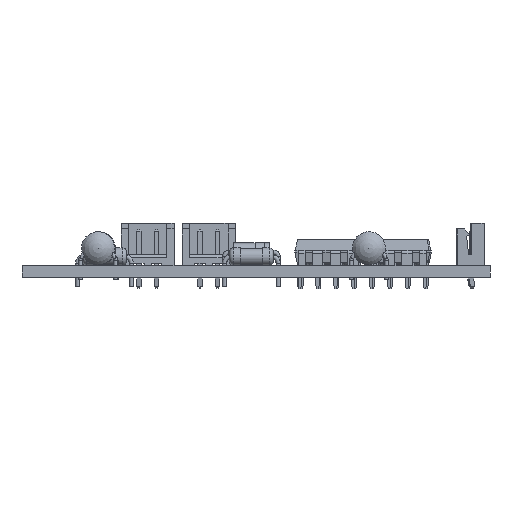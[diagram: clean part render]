
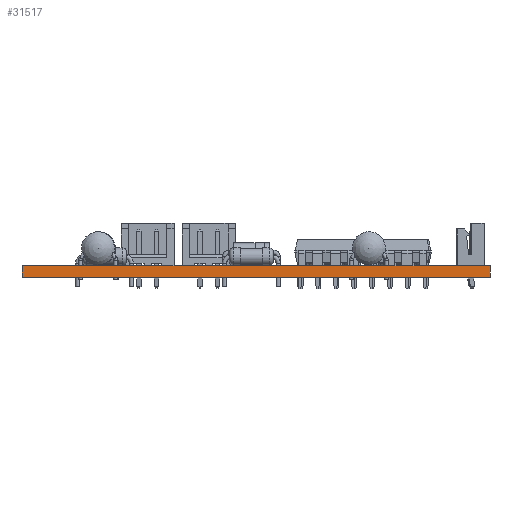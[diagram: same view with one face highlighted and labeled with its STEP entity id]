
A CAD part, front view. The second image highlights one B-rep face of the part: STEP entity #31517.
In plain terms, the highlighted planar face has unit normal (0, -1, 0).
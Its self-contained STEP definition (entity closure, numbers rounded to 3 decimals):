
#31517 = ADVANCED_FACE('',(#31518),#31532,.F.);
#31518 = FACE_BOUND('',#31519,.F.);
#31519 = EDGE_LOOP('',(#31520,#31555,#31583,#31611));
#31520 = ORIENTED_EDGE('',*,*,#31521,.T.);
#31521 = EDGE_CURVE('',#31522,#31524,#31526,.T.);
#31522 = VERTEX_POINT('',#31523);
#31523 = CARTESIAN_POINT('',(97.5,-129.75,0.));
#31524 = VERTEX_POINT('',#31525);
#31525 = CARTESIAN_POINT('',(97.5,-129.75,1.6));
#31526 = SURFACE_CURVE('',#31527,(#31531,#31543),.PCURVE_S1.);
#31527 = LINE('',#31528,#31529);
#31528 = CARTESIAN_POINT('',(97.5,-129.75,0.));
#31529 = VECTOR('',#31530,1.);
#31530 = DIRECTION('',(0.,0.,1.));
#31531 = PCURVE('',#31532,#31537);
#31532 = PLANE('',#31533);
#31533 = AXIS2_PLACEMENT_3D('',#31534,#31535,#31536);
#31534 = CARTESIAN_POINT('',(97.5,-129.75,0.));
#31535 = DIRECTION('',(0.,1.,0.));
#31536 = DIRECTION('',(1.,0.,0.));
#31537 = DEFINITIONAL_REPRESENTATION('',(#31538),#31542);
#31538 = LINE('',#31539,#31540);
#31539 = CARTESIAN_POINT('',(0.,0.));
#31540 = VECTOR('',#31541,1.);
#31541 = DIRECTION('',(0.,-1.));
#31542 = ( GEOMETRIC_REPRESENTATION_CONTEXT(2) 
PARAMETRIC_REPRESENTATION_CONTEXT() REPRESENTATION_CONTEXT('2D SPACE',''
  ) );
#31543 = PCURVE('',#31544,#31549);
#31544 = PLANE('',#31545);
#31545 = AXIS2_PLACEMENT_3D('',#31546,#31547,#31548);
#31546 = CARTESIAN_POINT('',(97.5,-73.5,0.));
#31547 = DIRECTION('',(1.,0.,-0.));
#31548 = DIRECTION('',(0.,-1.,0.));
#31549 = DEFINITIONAL_REPRESENTATION('',(#31550),#31554);
#31550 = LINE('',#31551,#31552);
#31551 = CARTESIAN_POINT('',(56.25,0.));
#31552 = VECTOR('',#31553,1.);
#31553 = DIRECTION('',(0.,-1.));
#31554 = ( GEOMETRIC_REPRESENTATION_CONTEXT(2) 
PARAMETRIC_REPRESENTATION_CONTEXT() REPRESENTATION_CONTEXT('2D SPACE',''
  ) );
#31555 = ORIENTED_EDGE('',*,*,#31556,.T.);
#31556 = EDGE_CURVE('',#31524,#31557,#31559,.T.);
#31557 = VERTEX_POINT('',#31558);
#31558 = CARTESIAN_POINT('',(164.,-129.75,1.6));
#31559 = SURFACE_CURVE('',#31560,(#31564,#31571),.PCURVE_S1.);
#31560 = LINE('',#31561,#31562);
#31561 = CARTESIAN_POINT('',(97.5,-129.75,1.6));
#31562 = VECTOR('',#31563,1.);
#31563 = DIRECTION('',(1.,0.,0.));
#31564 = PCURVE('',#31532,#31565);
#31565 = DEFINITIONAL_REPRESENTATION('',(#31566),#31570);
#31566 = LINE('',#31567,#31568);
#31567 = CARTESIAN_POINT('',(0.,-1.6));
#31568 = VECTOR('',#31569,1.);
#31569 = DIRECTION('',(1.,0.));
#31570 = ( GEOMETRIC_REPRESENTATION_CONTEXT(2) 
PARAMETRIC_REPRESENTATION_CONTEXT() REPRESENTATION_CONTEXT('2D SPACE',''
  ) );
#31571 = PCURVE('',#31572,#31577);
#31572 = PLANE('',#31573);
#31573 = AXIS2_PLACEMENT_3D('',#31574,#31575,#31576);
#31574 = CARTESIAN_POINT('',(130.745,-101.627,1.6));
#31575 = DIRECTION('',(0.,0.,1.));
#31576 = DIRECTION('',(1.,0.,-0.));
#31577 = DEFINITIONAL_REPRESENTATION('',(#31578),#31582);
#31578 = LINE('',#31579,#31580);
#31579 = CARTESIAN_POINT('',(-33.245,-28.123));
#31580 = VECTOR('',#31581,1.);
#31581 = DIRECTION('',(1.,0.));
#31582 = ( GEOMETRIC_REPRESENTATION_CONTEXT(2) 
PARAMETRIC_REPRESENTATION_CONTEXT() REPRESENTATION_CONTEXT('2D SPACE',''
  ) );
#31583 = ORIENTED_EDGE('',*,*,#31584,.F.);
#31584 = EDGE_CURVE('',#31585,#31557,#31587,.T.);
#31585 = VERTEX_POINT('',#31586);
#31586 = CARTESIAN_POINT('',(164.,-129.75,0.));
#31587 = SURFACE_CURVE('',#31588,(#31592,#31599),.PCURVE_S1.);
#31588 = LINE('',#31589,#31590);
#31589 = CARTESIAN_POINT('',(164.,-129.75,0.));
#31590 = VECTOR('',#31591,1.);
#31591 = DIRECTION('',(0.,0.,1.));
#31592 = PCURVE('',#31532,#31593);
#31593 = DEFINITIONAL_REPRESENTATION('',(#31594),#31598);
#31594 = LINE('',#31595,#31596);
#31595 = CARTESIAN_POINT('',(66.5,0.));
#31596 = VECTOR('',#31597,1.);
#31597 = DIRECTION('',(0.,-1.));
#31598 = ( GEOMETRIC_REPRESENTATION_CONTEXT(2) 
PARAMETRIC_REPRESENTATION_CONTEXT() REPRESENTATION_CONTEXT('2D SPACE',''
  ) );
#31599 = PCURVE('',#31600,#31605);
#31600 = PLANE('',#31601);
#31601 = AXIS2_PLACEMENT_3D('',#31602,#31603,#31604);
#31602 = CARTESIAN_POINT('',(164.,-129.75,0.));
#31603 = DIRECTION('',(-1.,0.,0.));
#31604 = DIRECTION('',(0.,1.,0.));
#31605 = DEFINITIONAL_REPRESENTATION('',(#31606),#31610);
#31606 = LINE('',#31607,#31608);
#31607 = CARTESIAN_POINT('',(0.,0.));
#31608 = VECTOR('',#31609,1.);
#31609 = DIRECTION('',(0.,-1.));
#31610 = ( GEOMETRIC_REPRESENTATION_CONTEXT(2) 
PARAMETRIC_REPRESENTATION_CONTEXT() REPRESENTATION_CONTEXT('2D SPACE',''
  ) );
#31611 = ORIENTED_EDGE('',*,*,#31612,.F.);
#31612 = EDGE_CURVE('',#31522,#31585,#31613,.T.);
#31613 = SURFACE_CURVE('',#31614,(#31618,#31625),.PCURVE_S1.);
#31614 = LINE('',#31615,#31616);
#31615 = CARTESIAN_POINT('',(97.5,-129.75,0.));
#31616 = VECTOR('',#31617,1.);
#31617 = DIRECTION('',(1.,0.,0.));
#31618 = PCURVE('',#31532,#31619);
#31619 = DEFINITIONAL_REPRESENTATION('',(#31620),#31624);
#31620 = LINE('',#31621,#31622);
#31621 = CARTESIAN_POINT('',(0.,0.));
#31622 = VECTOR('',#31623,1.);
#31623 = DIRECTION('',(1.,0.));
#31624 = ( GEOMETRIC_REPRESENTATION_CONTEXT(2) 
PARAMETRIC_REPRESENTATION_CONTEXT() REPRESENTATION_CONTEXT('2D SPACE',''
  ) );
#31625 = PCURVE('',#31626,#31631);
#31626 = PLANE('',#31627);
#31627 = AXIS2_PLACEMENT_3D('',#31628,#31629,#31630);
#31628 = CARTESIAN_POINT('',(130.745,-101.627,0.));
#31629 = DIRECTION('',(0.,0.,1.));
#31630 = DIRECTION('',(1.,0.,-0.));
#31631 = DEFINITIONAL_REPRESENTATION('',(#31632),#31636);
#31632 = LINE('',#31633,#31634);
#31633 = CARTESIAN_POINT('',(-33.245,-28.123));
#31634 = VECTOR('',#31635,1.);
#31635 = DIRECTION('',(1.,0.));
#31636 = ( GEOMETRIC_REPRESENTATION_CONTEXT(2) 
PARAMETRIC_REPRESENTATION_CONTEXT() REPRESENTATION_CONTEXT('2D SPACE',''
  ) );
